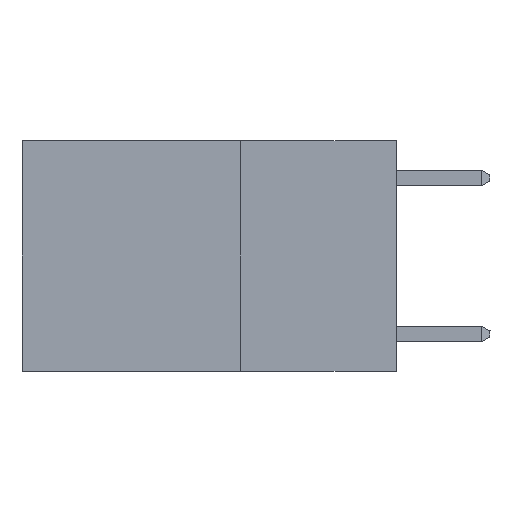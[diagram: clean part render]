
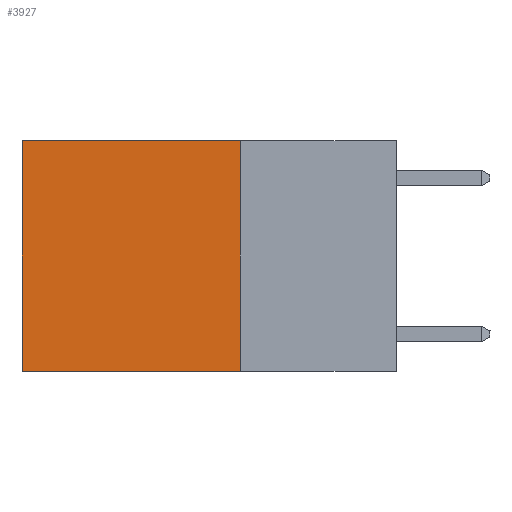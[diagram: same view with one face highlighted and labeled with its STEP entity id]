
A CAD part, left-side view. The second image highlights one B-rep face of the part: STEP entity #3927.
In plain terms, the highlighted planar face has unit normal (-1, 0, 0).
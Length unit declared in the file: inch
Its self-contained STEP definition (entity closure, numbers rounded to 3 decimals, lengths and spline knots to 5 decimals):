
#157 = DIRECTION ( 'NONE',  ( 0., 1., 0. ) ) ;
#259 = VERTEX_POINT ( 'NONE', #12871 ) ;
#460 = CARTESIAN_POINT ( 'NONE',  ( 0.2625, 0.25, 0. ) ) ;
#463 = CARTESIAN_POINT ( 'NONE',  ( 0.2625, 0.25, 0. ) ) ;
#782 = VECTOR ( 'NONE', #1271, 39.37008 ) ;
#1271 = DIRECTION ( 'NONE',  ( 0., 1., 0. ) ) ;
#1538 = LINE ( 'NONE', #15744, #4064 ) ;
#1544 = EDGE_LOOP ( 'NONE', ( #6249, #16196, #9359, #5952 ) ) ;
#2223 = LINE ( 'NONE', #463, #10931 ) ;
#3037 = PLANE ( 'NONE',  #15552 ) ;
#3126 = CARTESIAN_POINT ( 'NONE',  ( 0.2625, 0.25, 0. ) ) ;
#3159 = DIRECTION ( 'NONE',  ( 1., 0., 0. ) ) ;
#3414 = DIRECTION ( 'NONE',  ( 0., 0., -1. ) ) ;
#3927 = ADVANCED_FACE ( 'NONE', ( #7381 ), #3037, .F. ) ;
#4064 = VECTOR ( 'NONE', #3414, 39.37008 ) ;
#5952 = ORIENTED_EDGE ( 'NONE', *, *, #16862, .T. ) ;
#6249 = ORIENTED_EDGE ( 'NONE', *, *, #11730, .T. ) ;
#6789 = CARTESIAN_POINT ( 'NONE',  ( 0.2625, 0.25, 0. ) ) ;
#7254 = DIRECTION ( 'NONE',  ( 0., 0., -1. ) ) ;
#7381 = FACE_OUTER_BOUND ( 'NONE', #1544, .T. ) ;
#8027 = EDGE_CURVE ( 'NONE', #259, #15731, #10978, .T. ) ;
#9311 = CARTESIAN_POINT ( 'NONE',  ( 0.2625, 0.6, -0.37 ) ) ;
#9359 = ORIENTED_EDGE ( 'NONE', *, *, #10114, .F. ) ;
#10098 = DIRECTION ( 'NONE',  ( 0., 0., -1. ) ) ;
#10114 = EDGE_CURVE ( 'NONE', #15912, #259, #2223, .T. ) ;
#10435 = LINE ( 'NONE', #6789, #17005 ) ;
#10931 = VECTOR ( 'NONE', #10098, 39.37008 ) ;
#10978 = LINE ( 'NONE', #13498, #782 ) ;
#11730 = EDGE_CURVE ( 'NONE', #14795, #15731, #1538, .T. ) ;
#12871 = CARTESIAN_POINT ( 'NONE',  ( 0.2625, 0.25, -0.37 ) ) ;
#13498 = CARTESIAN_POINT ( 'NONE',  ( 0.2625, 0.25, -0.37 ) ) ;
#14795 = VERTEX_POINT ( 'NONE', #15545 ) ;
#15545 = CARTESIAN_POINT ( 'NONE',  ( 0.2625, 0.6, 0. ) ) ;
#15552 = AXIS2_PLACEMENT_3D ( 'NONE', #460, #3159, #7254 ) ;
#15731 = VERTEX_POINT ( 'NONE', #9311 ) ;
#15744 = CARTESIAN_POINT ( 'NONE',  ( 0.2625, 0.6, 0. ) ) ;
#15912 = VERTEX_POINT ( 'NONE', #3126 ) ;
#16196 = ORIENTED_EDGE ( 'NONE', *, *, #8027, .F. ) ;
#16862 = EDGE_CURVE ( 'NONE', #15912, #14795, #10435, .T. ) ;
#17005 = VECTOR ( 'NONE', #157, 39.37008 ) ;
